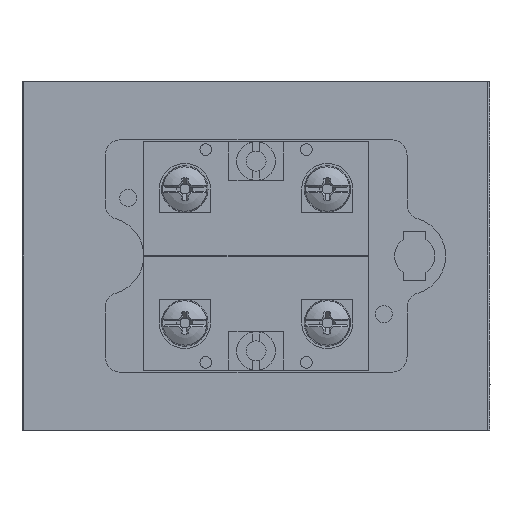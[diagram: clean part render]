
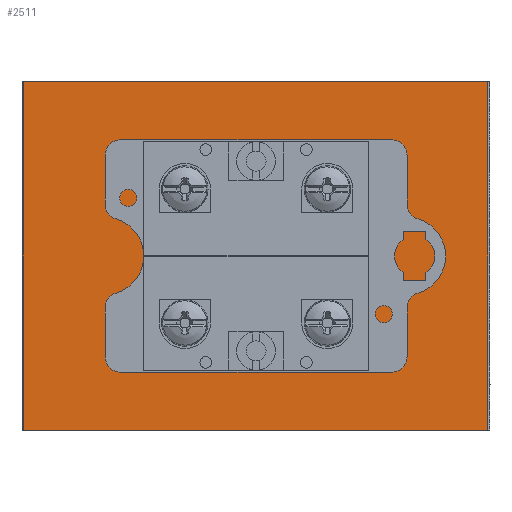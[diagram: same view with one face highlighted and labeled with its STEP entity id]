
A CAD part, left-side view. The second image highlights one B-rep face of the part: STEP entity #2511.
In plain terms, the highlighted planar face has unit normal (-1, 0, 0).
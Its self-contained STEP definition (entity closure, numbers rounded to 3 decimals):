
#2339=CARTESIAN_POINT('',(-15.704,-32.725,11.25));
#2340=VERTEX_POINT('',#2339);
#2341=CARTESIAN_POINT('',(-15.704,-32.725,22.5));
#2342=DIRECTION('',(1.0,0.0,0.0));
#2343=DIRECTION('',(0.0,0.0,1.0));
#2344=AXIS2_PLACEMENT_3D('',#2341,#2342,#2343);
#2345=CIRCLE('',#2344,11.25);
#2346=EDGE_CURVE('',#2340,#2340,#2345,.T.);
#2373=CARTESIAN_POINT('',(-15.704,-2.725,45.0));
#2374=VERTEX_POINT('',#2373);
#2393=CARTESIAN_POINT('',(-15.704,-2.725,0.0));
#2394=VERTEX_POINT('',#2393);
#2403=CARTESIAN_POINT('',(-15.704,-2.725,0.0));
#2404=DIRECTION('',(0.0,0.0,1.0));
#2405=VECTOR('',#2404,45.0);
#2406=LINE('',#2403,#2405);
#2407=EDGE_CURVE('',#2394,#2374,#2406,.T.);
#2457=CARTESIAN_POINT('',(-15.704,-62.725,45.0));
#2458=VERTEX_POINT('',#2457);
#2467=CARTESIAN_POINT('',(-15.704,-62.725,0.0));
#2468=VERTEX_POINT('',#2467);
#2469=CARTESIAN_POINT('',(-15.704,-62.725,0.0));
#2470=DIRECTION('',(0.0,0.0,1.0));
#2471=VECTOR('',#2470,45.0);
#2472=LINE('',#2469,#2471);
#2473=EDGE_CURVE('',#2468,#2458,#2472,.T.);
#2487=CARTESIAN_POINT('',(-15.704,-62.725,0.0));
#2488=DIRECTION('',(-1.0,0.0,0.0));
#2489=DIRECTION('',(0.0,0.0,1.0));
#2490=AXIS2_PLACEMENT_3D('',#2487,#2488,#2489);
#2491=PLANE('',#2490);
#2492=CARTESIAN_POINT('',(-15.704,-62.725,45.0));
#2493=DIRECTION('',(0.0,1.0,0.0));
#2494=VECTOR('',#2493,60.0);
#2495=LINE('',#2492,#2494);
#2496=EDGE_CURVE('',#2458,#2374,#2495,.T.);
#2497=ORIENTED_EDGE('',*,*,#2496,.T.);
#2498=ORIENTED_EDGE('',*,*,#2407,.F.);
#2499=CARTESIAN_POINT('',(-15.704,-2.725,0.0));
#2500=DIRECTION('',(0.0,-1.0,0.0));
#2501=VECTOR('',#2500,60.0);
#2502=LINE('',#2499,#2501);
#2503=EDGE_CURVE('',#2394,#2468,#2502,.T.);
#2504=ORIENTED_EDGE('',*,*,#2503,.T.);
#2505=ORIENTED_EDGE('',*,*,#2473,.T.);
#2506=EDGE_LOOP('',(#2497,#2498,#2504,#2505));
#2507=FACE_OUTER_BOUND('',#2506,.T.);
#2508=ORIENTED_EDGE('',*,*,#2346,.T.);
#2509=EDGE_LOOP('',(#2508));
#2510=FACE_BOUND('',#2509,.T.);
#2511=ADVANCED_FACE('',(#2507,#2510),#2491,.T.);
